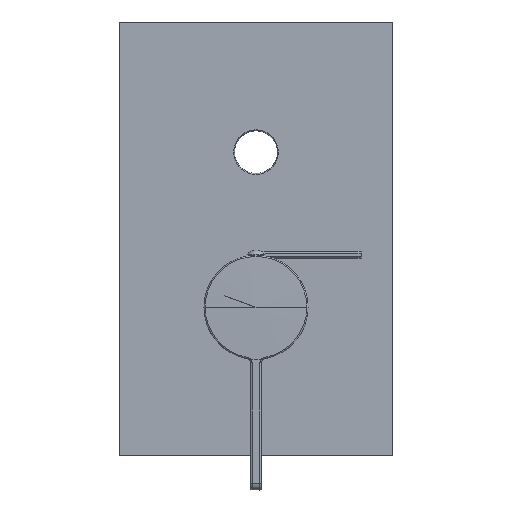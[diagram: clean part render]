
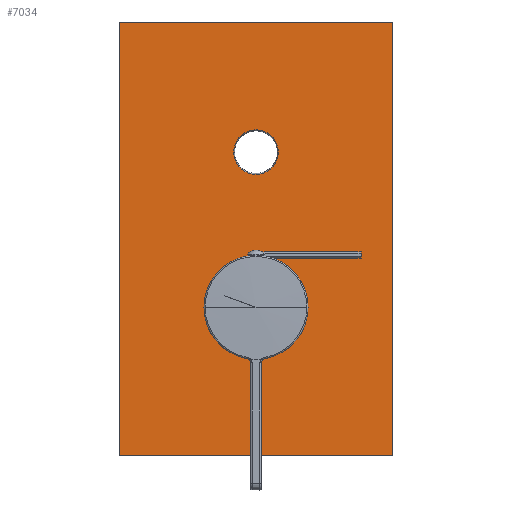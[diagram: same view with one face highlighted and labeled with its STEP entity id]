
A CAD part, top view. The second image highlights one B-rep face of the part: STEP entity #7034.
In plain terms, the highlighted face is planar.
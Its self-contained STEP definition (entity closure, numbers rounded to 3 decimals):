
#6455=CARTESIAN_POINT('',(0.,2.,-30.));
#6456=DIRECTION('',(0.,-1.,0.));
#6457=DIRECTION('',(1.,0.,0.));
#6458=AXIS2_PLACEMENT_3D('',#6455,#6456,#6457);
#6463=CARTESIAN_POINT('',(0.,2.,-30.));
#6464=DIRECTION('',(0.,-1.,0.));
#6465=DIRECTION('',(-1.,0.,0.));
#6466=AXIS2_PLACEMENT_3D('',#6463,#6464,#6465);
#6471=CARTESIAN_POINT('',(0.,2.,38.));
#6472=DIRECTION('',(0.,-1.,0.));
#6473=DIRECTION('',(1.,0.,0.));
#6474=AXIS2_PLACEMENT_3D('',#6471,#6472,#6473);
#6479=CARTESIAN_POINT('',(0.,2.,38.));
#6480=DIRECTION('',(0.,-1.,0.));
#6481=DIRECTION('',(-1.,0.,0.));
#6482=AXIS2_PLACEMENT_3D('',#6479,#6480,#6481);
#6487=DIRECTION('',(0.,0.,1.));
#6488=VECTOR('',#6487,190.);
#6489=CARTESIAN_POINT('',(-60.,2.,-95.));
#6490=LINE('',#6489,#6488);
#6494=DIRECTION('',(-1.,0.,0.));
#6495=VECTOR('',#6494,120.);
#6496=CARTESIAN_POINT('',(60.,2.,-95.));
#6497=LINE('',#6496,#6495);
#6501=DIRECTION('',(0.,0.,-1.));
#6502=VECTOR('',#6501,190.);
#6503=CARTESIAN_POINT('',(60.,2.,95.));
#6504=LINE('',#6503,#6502);
#6508=DIRECTION('',(1.,0.,0.));
#6509=VECTOR('',#6508,120.);
#6510=CARTESIAN_POINT('',(-60.,2.,95.));
#6511=LINE('',#6510,#6509);
#6845=CARTESIAN_POINT('',(22.8,2.,-30.));
#6846=CARTESIAN_POINT('',(-22.8,2.,-30.));
#6847=VERTEX_POINT('',#6845);
#6848=VERTEX_POINT('',#6846);
#6849=CARTESIAN_POINT('',(9.75,2.,38.));
#6850=CARTESIAN_POINT('',(-9.75,2.,38.));
#6851=VERTEX_POINT('',#6849);
#6852=VERTEX_POINT('',#6850);
#6853=CARTESIAN_POINT('',(-60.,2.,-95.));
#6854=CARTESIAN_POINT('',(-60.,2.,95.));
#6855=VERTEX_POINT('',#6853);
#6856=VERTEX_POINT('',#6854);
#6857=CARTESIAN_POINT('',(60.,2.,95.));
#6858=VERTEX_POINT('',#6857);
#6859=CARTESIAN_POINT('',(60.,2.,-95.));
#6860=VERTEX_POINT('',#6859);
#7009=CARTESIAN_POINT('',(0.,2.,0.));
#7010=DIRECTION('',(0.,1.,0.));
#7011=DIRECTION('',(1.,0.,0.));
#7012=AXIS2_PLACEMENT_3D('',#7009,#7010,#7011);
#7013=PLANE('',#7012);
#7015=ORIENTED_EDGE('',*,*,#7014,.F.);
#7017=ORIENTED_EDGE('',*,*,#7016,.F.);
#7019=ORIENTED_EDGE('',*,*,#7018,.F.);
#7021=ORIENTED_EDGE('',*,*,#7020,.F.);
#7022=EDGE_LOOP('',(#7015,#7017,#7019,#7021));
#7023=FACE_OUTER_BOUND('',#7022,.F.);
#7025=ORIENTED_EDGE('',*,*,#7024,.F.);
#7027=ORIENTED_EDGE('',*,*,#7026,.F.);
#7028=EDGE_LOOP('',(#7025,#7027));
#7029=FACE_BOUND('',#7028,.F.);
#7030=ORIENTED_EDGE('',*,*,#6989,.F.);
#7031=ORIENTED_EDGE('',*,*,#7003,.F.);
#7032=EDGE_LOOP('',(#7030,#7031));
#7033=FACE_BOUND('',#7032,.F.);
#7034=ADVANCED_FACE('',(#7023,#7029,#7033),#7013,.T.);
#6459=CIRCLE('',#6458,22.8);
#6467=CIRCLE('',#6466,22.8);
#6475=CIRCLE('',#6474,9.75);
#6483=CIRCLE('',#6482,9.75);
#6989=EDGE_CURVE('',#6847,#6848,#6459,.T.);
#7003=EDGE_CURVE('',#6848,#6847,#6467,.T.);
#7014=EDGE_CURVE('',#6855,#6856,#6490,.T.);
#7016=EDGE_CURVE('',#6860,#6855,#6497,.T.);
#7018=EDGE_CURVE('',#6858,#6860,#6504,.T.);
#7020=EDGE_CURVE('',#6856,#6858,#6511,.T.);
#7024=EDGE_CURVE('',#6851,#6852,#6475,.T.);
#7026=EDGE_CURVE('',#6852,#6851,#6483,.T.);
